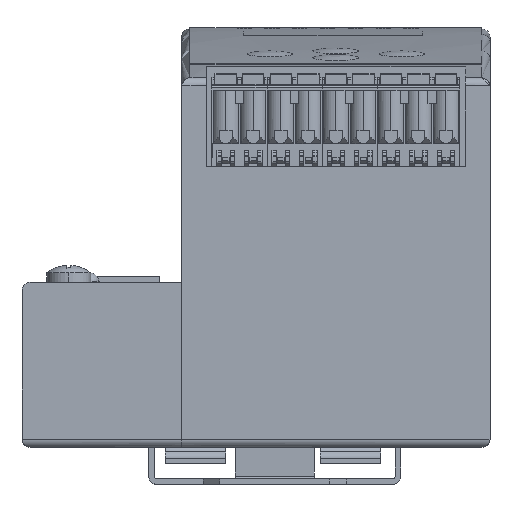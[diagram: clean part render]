
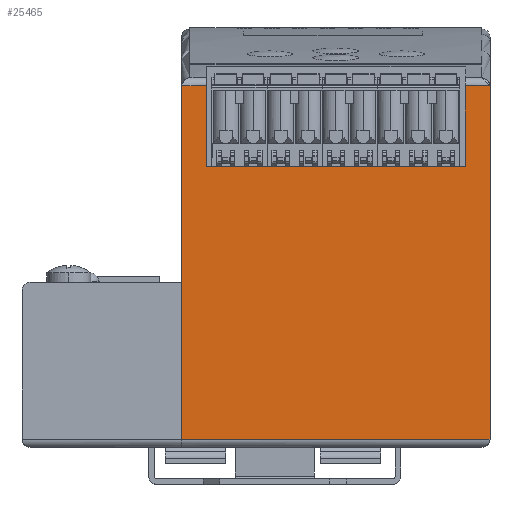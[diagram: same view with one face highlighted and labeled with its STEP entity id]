
A CAD part, front view. The second image highlights one B-rep face of the part: STEP entity #25465.
In plain terms, the highlighted planar face has unit normal (0, -1, 0).
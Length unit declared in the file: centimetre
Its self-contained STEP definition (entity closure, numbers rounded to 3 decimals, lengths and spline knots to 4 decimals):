
#1227=PLANE('',#32353);
#2168=B_SPLINE_CURVE_WITH_KNOTS('',3,(#34199,#34200,#34201,#34202,#34203,
#34204,#34205,#34206,#34207,#34208,#34209,#34210,#34211,#34212,#34213,#34214,
#34215,#34216,#34217,#34218,#34219,#34220,#34221,#34222,#34223,#34224,#34225,
#34226,#34227,#34228,#34229,#34230,#34231,#34232),.UNSPECIFIED.,.T.,.U.,
(4,2,2,2,2,2,2,2,2,2,2,2,2,2,2,2,4),(0.,0.0553,0.111,
0.167,0.2234,0.2798,0.3358,
0.3915,0.4468,0.5022,0.5578,
0.6139,0.6702,0.7266,0.7827,
0.8383,0.8937),.UNSPECIFIED.);
#2171=B_SPLINE_CURVE_WITH_KNOTS('',3,(#34277,#34278,#34279,#34280,#34281,
#34282,#34283,#34284,#34285,#34286,#34287,#34288,#34289,#34290,#34291,#34292,
#34293,#34294,#34295,#34296,#34297,#34298,#34299,#34300,#34301,#34302,#34303,
#34304,#34305,#34306,#34307,#34308,#34309,#34310),.UNSPECIFIED.,.T.,.U.,
(4,2,2,2,2,2,2,2,2,2,2,2,2,2,2,2,4),(0.,0.0553,0.111,
0.167,0.2234,0.2798,0.3358,
0.3915,0.4468,0.5022,0.5578,
0.6139,0.6702,0.7266,0.7827,0.8383,
0.8937),.UNSPECIFIED.);
#2487=VECTOR('',#26904,1.);
#2490=VECTOR('',#26913,1.);
#2495=VECTOR('',#26931,1.);
#2498=VECTOR('',#26937,1.);
#2502=VECTOR('',#26946,1.);
#2503=VECTOR('',#26947,1.);
#2504=VECTOR('',#26948,1.);
#2505=VECTOR('',#26949,1.);
#5170=LINE('',#34251,#2487);
#5173=LINE('',#34259,#2490);
#5178=LINE('',#34324,#2495);
#5181=LINE('',#34329,#2498);
#5185=LINE('',#34340,#2502);
#5186=LINE('',#34341,#2503);
#5187=LINE('',#34342,#2504);
#5188=LINE('',#34344,#2505);
#8098=VERTEX_POINT('',#34198);
#8099=VERTEX_POINT('',#34233);
#8100=VERTEX_POINT('',#34248);
#8103=VERTEX_POINT('',#34258);
#8104=VERTEX_POINT('',#34260);
#8106=VERTEX_POINT('',#34311);
#8107=VERTEX_POINT('',#34318);
#8110=VERTEX_POINT('',#34323);
#8111=VERTEX_POINT('',#34330);
#8114=VERTEX_POINT('',#34343);
#11115=EDGE_CURVE('',#8098,#8099,#2168,.T.);
#11119=EDGE_CURVE('',#8099,#8100,#5170,.T.);
#11123=EDGE_CURVE('',#8103,#8104,#5173,.T.);
#11127=EDGE_CURVE('',#8104,#8106,#2171,.T.);
#11134=EDGE_CURVE('',#8110,#8107,#5178,.T.);
#11137=EDGE_CURVE('',#8111,#8100,#5181,.T.);
#11143=EDGE_CURVE('',#8098,#8107,#5185,.T.);
#11144=EDGE_CURVE('',#8110,#8106,#5186,.T.);
#11145=EDGE_CURVE('',#8103,#8114,#5187,.T.);
#11146=EDGE_CURVE('',#8114,#8111,#5188,.T.);
#14918=ORIENTED_EDGE('',*,*,#11119,.F.);
#14919=ORIENTED_EDGE('',*,*,#11115,.F.);
#14920=ORIENTED_EDGE('',*,*,#11143,.T.);
#14921=ORIENTED_EDGE('',*,*,#11134,.F.);
#14922=ORIENTED_EDGE('',*,*,#11144,.T.);
#14923=ORIENTED_EDGE('',*,*,#11127,.F.);
#14924=ORIENTED_EDGE('',*,*,#11123,.F.);
#14925=ORIENTED_EDGE('',*,*,#11145,.T.);
#14926=ORIENTED_EDGE('',*,*,#11146,.T.);
#14927=ORIENTED_EDGE('',*,*,#11137,.T.);
#22387=EDGE_LOOP('',(#14918,#14919,#14920,#14921,#14922,#14923,#14924,#14925,
#14926,#14927));
#23926=FACE_BOUND('',#22387,.T.);
#25465=ADVANCED_FACE('',(#23926),#1227,.T.);
#26904=DIRECTION('',(1.,0.,0.));
#26913=DIRECTION('',(1.,0.,0.));
#26931=DIRECTION('',(-1.,0.,0.));
#26937=DIRECTION('',(0.,0.,1.));
#26945=DIRECTION('',(0.,-1.,0.));
#26946=DIRECTION('',(0.,0.,-1.));
#26947=DIRECTION('',(0.,0.,1.));
#26948=DIRECTION('',(0.,0.,-1.));
#26949=DIRECTION('',(-1.,0.,0.));
#32353=AXIS2_PLACEMENT_3D('',#34339,#26945,$);
#34198=CARTESIAN_POINT('',(-2.8,-6.05,6.5483));
#34199=CARTESIAN_POINT('',(-2.65,-6.05,6.7));
#34200=CARTESIAN_POINT('',(-2.6316,-6.05,6.7));
#34201=CARTESIAN_POINT('',(-2.6099,-6.05,6.6956));
#34202=CARTESIAN_POINT('',(-2.5757,-6.05,6.6814));
#34203=CARTESIAN_POINT('',(-2.5572,-6.05,6.669));
#34204=CARTESIAN_POINT('',(-2.531,-6.05,6.6425));
#34205=CARTESIAN_POINT('',(-2.5186,-6.05,6.6239));
#34206=CARTESIAN_POINT('',(-2.5044,-6.05,6.5892));
#34207=CARTESIAN_POINT('',(-2.5,-6.05,6.5671));
#34208=CARTESIAN_POINT('',(-2.5,-6.05,6.5295));
#34209=CARTESIAN_POINT('',(-2.5044,-6.05,6.5074));
#34210=CARTESIAN_POINT('',(-2.5186,-6.05,6.4727));
#34211=CARTESIAN_POINT('',(-2.531,-6.05,6.454));
#34212=CARTESIAN_POINT('',(-2.5572,-6.05,6.4276));
#34213=CARTESIAN_POINT('',(-2.5757,-6.05,6.4152));
#34214=CARTESIAN_POINT('',(-2.6099,-6.05,6.4009));
#34215=CARTESIAN_POINT('',(-2.6316,-6.05,6.3966));
#34216=CARTESIAN_POINT('',(-2.6684,-6.05,6.3966));
#34217=CARTESIAN_POINT('',(-2.6901,-6.05,6.4009));
#34218=CARTESIAN_POINT('',(-2.7243,-6.05,6.4152));
#34219=CARTESIAN_POINT('',(-2.7428,-6.05,6.4276));
#34220=CARTESIAN_POINT('',(-2.769,-6.05,6.454));
#34221=CARTESIAN_POINT('',(-2.7814,-6.05,6.4727));
#34222=CARTESIAN_POINT('',(-2.7956,-6.05,6.5074));
#34223=CARTESIAN_POINT('',(-2.8,-6.05,6.5295));
#34224=CARTESIAN_POINT('',(-2.8,-6.05,6.5671));
#34225=CARTESIAN_POINT('',(-2.7956,-6.05,6.5892));
#34226=CARTESIAN_POINT('',(-2.7814,-6.05,6.6239));
#34227=CARTESIAN_POINT('',(-2.769,-6.05,6.6425));
#34228=CARTESIAN_POINT('',(-2.7428,-6.05,6.669));
#34229=CARTESIAN_POINT('',(-2.7243,-6.05,6.6814));
#34230=CARTESIAN_POINT('',(-2.6901,-6.05,6.6956));
#34231=CARTESIAN_POINT('',(-2.6684,-6.05,6.7));
#34232=CARTESIAN_POINT('',(-2.65,-6.05,6.7));
#34233=CARTESIAN_POINT('',(-2.7983,-6.05,6.5709));
#34248=CARTESIAN_POINT('',(-2.35,-6.05,6.5709));
#34251=CARTESIAN_POINT('',(-2.8,-6.05,6.5709));
#34258=CARTESIAN_POINT('',(2.35,-6.05,6.5709));
#34259=CARTESIAN_POINT('',(-2.8,-6.05,6.5709));
#34260=CARTESIAN_POINT('',(2.7983,-6.05,6.5709));
#34277=CARTESIAN_POINT('',(2.65,-6.05,6.7));
#34278=CARTESIAN_POINT('',(2.6684,-6.05,6.7));
#34279=CARTESIAN_POINT('',(2.6901,-6.05,6.6956));
#34280=CARTESIAN_POINT('',(2.7243,-6.05,6.6814));
#34281=CARTESIAN_POINT('',(2.7428,-6.05,6.669));
#34282=CARTESIAN_POINT('',(2.769,-6.05,6.6425));
#34283=CARTESIAN_POINT('',(2.7814,-6.05,6.6239));
#34284=CARTESIAN_POINT('',(2.7956,-6.05,6.5892));
#34285=CARTESIAN_POINT('',(2.8,-6.05,6.5671));
#34286=CARTESIAN_POINT('',(2.8,-6.05,6.5295));
#34287=CARTESIAN_POINT('',(2.7956,-6.05,6.5074));
#34288=CARTESIAN_POINT('',(2.7814,-6.05,6.4727));
#34289=CARTESIAN_POINT('',(2.769,-6.05,6.454));
#34290=CARTESIAN_POINT('',(2.7428,-6.05,6.4276));
#34291=CARTESIAN_POINT('',(2.7243,-6.05,6.4152));
#34292=CARTESIAN_POINT('',(2.6901,-6.05,6.4009));
#34293=CARTESIAN_POINT('',(2.6684,-6.05,6.3966));
#34294=CARTESIAN_POINT('',(2.6316,-6.05,6.3966));
#34295=CARTESIAN_POINT('',(2.6099,-6.05,6.4009));
#34296=CARTESIAN_POINT('',(2.5757,-6.05,6.4152));
#34297=CARTESIAN_POINT('',(2.5572,-6.05,6.4276));
#34298=CARTESIAN_POINT('',(2.531,-6.05,6.454));
#34299=CARTESIAN_POINT('',(2.5186,-6.05,6.4727));
#34300=CARTESIAN_POINT('',(2.5044,-6.05,6.5074));
#34301=CARTESIAN_POINT('',(2.5,-6.05,6.5295));
#34302=CARTESIAN_POINT('',(2.5,-6.05,6.5671));
#34303=CARTESIAN_POINT('',(2.5044,-6.05,6.5892));
#34304=CARTESIAN_POINT('',(2.5186,-6.05,6.6239));
#34305=CARTESIAN_POINT('',(2.531,-6.05,6.6425));
#34306=CARTESIAN_POINT('',(2.5572,-6.05,6.669));
#34307=CARTESIAN_POINT('',(2.5757,-6.05,6.6814));
#34308=CARTESIAN_POINT('',(2.6099,-6.05,6.6956));
#34309=CARTESIAN_POINT('',(2.6316,-6.05,6.7));
#34310=CARTESIAN_POINT('',(2.65,-6.05,6.7));
#34311=CARTESIAN_POINT('',(2.8,-6.05,6.5483));
#34318=CARTESIAN_POINT('',(-2.8,-6.05,0.15));
#34323=CARTESIAN_POINT('',(2.8,-6.05,0.15));
#34324=CARTESIAN_POINT('',(-2.8,-6.05,0.15));
#34329=CARTESIAN_POINT('',(-2.35,-6.05,6.175));
#34330=CARTESIAN_POINT('',(-2.35,-6.05,5.1));
#34339=CARTESIAN_POINT('',(-2.8,-6.05,3.35));
#34340=CARTESIAN_POINT('',(-2.8,-6.05,6.7));
#34341=CARTESIAN_POINT('',(2.8,-6.05,6.7));
#34342=CARTESIAN_POINT('',(2.35,-6.05,6.175));
#34343=CARTESIAN_POINT('',(2.35,-6.05,5.1));
#34344=CARTESIAN_POINT('',(-1.4,-6.05,5.1));
